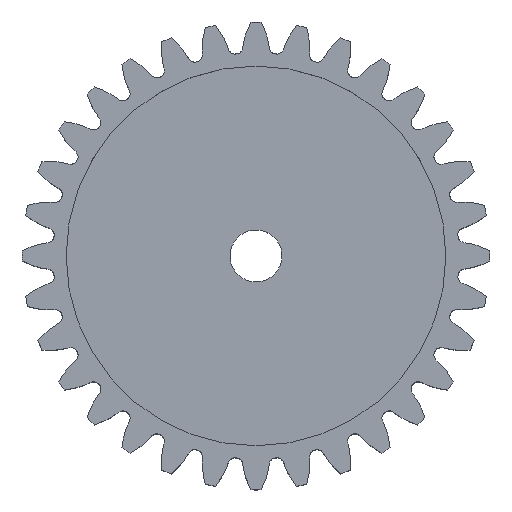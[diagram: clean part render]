
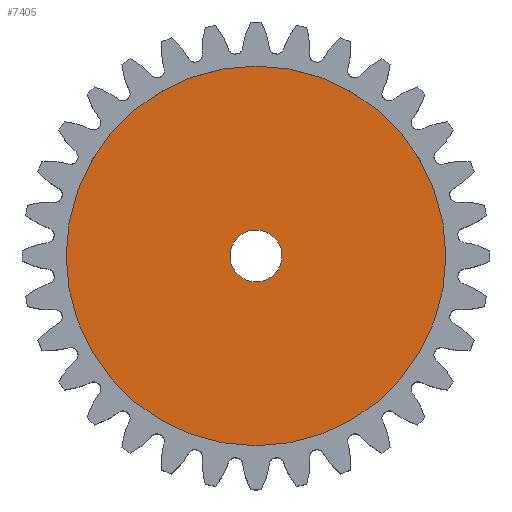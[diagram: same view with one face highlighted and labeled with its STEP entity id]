
A CAD part, top view. The second image highlights one B-rep face of the part: STEP entity #7405.
In plain terms, the highlighted planar face has unit normal (0, 0, 1).
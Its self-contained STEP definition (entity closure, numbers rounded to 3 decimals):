
#407 = EDGE_LOOP ( 'NONE', ( #14942, #2734 ) ) ;
#949 = FACE_BOUND ( 'NONE', #407, .T. ) ;
#1276 = DIRECTION ( 'NONE',  ( -1., 0., 0. ) ) ;
#1701 = DIRECTION ( 'NONE',  ( -1., 0., 0. ) ) ;
#1804 = CARTESIAN_POINT ( 'NONE',  ( 10.954, 0., 4.572 ) ) ;
#2377 = EDGE_CURVE ( 'NONE', #8873, #5171, #4535, .T. ) ;
#2734 = ORIENTED_EDGE ( 'NONE', *, *, #12819, .F. ) ;
#2981 = DIRECTION ( 'NONE',  ( 0., 0., 1. ) ) ;
#3615 = VERTEX_POINT ( 'NONE', #11326 ) ;
#3785 = CARTESIAN_POINT ( 'NONE',  ( 0.655, -1.35, 4.572 ) ) ;
#3945 = EDGE_CURVE ( 'NONE', #5461, #3615, #9537, .T. ) ;
#4532 = AXIS2_PLACEMENT_3D ( 'NONE', #8198, #9366, #1276 ) ;
#4535 = CIRCLE ( 'NONE', #13948, 10.954 ) ;
#4562 = EDGE_CURVE ( 'NONE', #5171, #8873, #5326, .T. ) ;
#4781 = CARTESIAN_POINT ( 'NONE',  ( -0.478, 13.088, 4.572 ) ) ;
#5171 = VERTEX_POINT ( 'NONE', #1804 ) ;
#5326 = CIRCLE ( 'NONE', #4532, 10.954 ) ;
#5461 = VERTEX_POINT ( 'NONE', #3785 ) ;
#5468 = ORIENTED_EDGE ( 'NONE', *, *, #2377, .T. ) ;
#5938 = DIRECTION ( 'NONE',  ( -1., 0., 0. ) ) ;
#6409 = AXIS2_PLACEMENT_3D ( 'NONE', #4781, #12927, #5938 ) ;
#6671 = AXIS2_PLACEMENT_3D ( 'NONE', #12053, #2981, #9847 ) ;
#7405 = ADVANCED_FACE ( 'NONE', ( #9997, #949 ), #10571, .F. ) ;
#7908 = EDGE_LOOP ( 'NONE', ( #9510, #5468 ) ) ;
#8198 = CARTESIAN_POINT ( 'NONE',  ( 0., 0., 4.572 ) ) ;
#8873 = VERTEX_POINT ( 'NONE', #14558 ) ;
#9366 = DIRECTION ( 'NONE',  ( 0., 0., 1. ) ) ;
#9510 = ORIENTED_EDGE ( 'NONE', *, *, #4562, .T. ) ;
#9537 = CIRCLE ( 'NONE', #6671, 1.5 ) ;
#9677 = DIRECTION ( 'NONE',  ( -1., 0., 0. ) ) ;
#9788 = CARTESIAN_POINT ( 'NONE',  ( 0., 0., 4.572 ) ) ;
#9847 = DIRECTION ( 'NONE',  ( -1., 0., 0. ) ) ;
#9997 = FACE_OUTER_BOUND ( 'NONE', #7908, .T. ) ;
#10571 = PLANE ( 'NONE',  #6409 ) ;
#10742 = CIRCLE ( 'NONE', #13074, 1.5 ) ;
#11326 = CARTESIAN_POINT ( 'NONE',  ( -0.655, 1.35, 4.572 ) ) ;
#11971 = CARTESIAN_POINT ( 'NONE',  ( 0., 0., 4.572 ) ) ;
#12053 = CARTESIAN_POINT ( 'NONE',  ( 0., 0., 4.572 ) ) ;
#12819 = EDGE_CURVE ( 'NONE', #3615, #5461, #10742, .T. ) ;
#12927 = DIRECTION ( 'NONE',  ( 0., 0., -1. ) ) ;
#13074 = AXIS2_PLACEMENT_3D ( 'NONE', #9788, #13324, #1701 ) ;
#13259 = DIRECTION ( 'NONE',  ( 0., 0., 1. ) ) ;
#13324 = DIRECTION ( 'NONE',  ( 0., 0., 1. ) ) ;
#13948 = AXIS2_PLACEMENT_3D ( 'NONE', #11971, #13259, #9677 ) ;
#14558 = CARTESIAN_POINT ( 'NONE',  ( -10.954, 0., 4.572 ) ) ;
#14942 = ORIENTED_EDGE ( 'NONE', *, *, #3945, .F. ) ;
